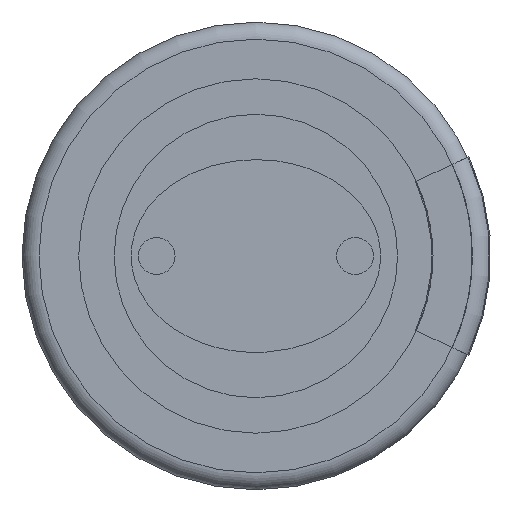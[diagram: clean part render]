
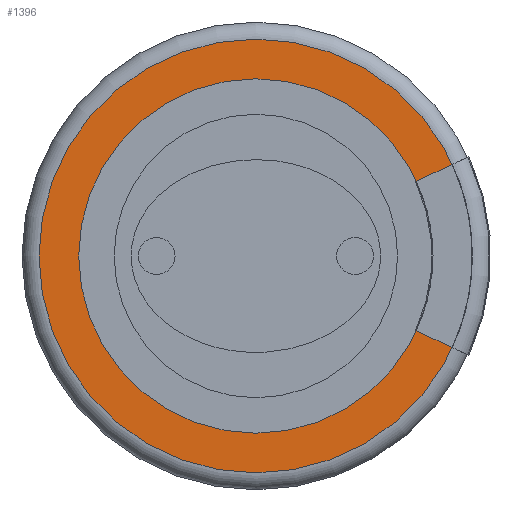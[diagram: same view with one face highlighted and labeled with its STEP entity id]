
A CAD part, front view. The second image highlights one B-rep face of the part: STEP entity #1396.
In plain terms, the highlighted planar face has unit normal (0, -1, 0).
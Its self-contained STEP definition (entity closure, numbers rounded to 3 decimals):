
#1369=CARTESIAN_POINT('',(3.125,0.4,0.));
#1370=DIRECTION('',(0.,1.,0.));
#1371=DIRECTION('',(1.,0.,0.));
#1372=AXIS2_PLACEMENT_3D('',#1369,#1370,#1371);
#1373=PLANE('',#1372);
#1374=CARTESIAN_POINT('',(-3.125,0.4,0.));
#1375=VERTEX_POINT('',#1374);
#1376=CARTESIAN_POINT('',(0.,0.4,0.));
#1377=DIRECTION('',(0.,1.,0.));
#1378=DIRECTION('',(-1.,0.,0.));
#1379=AXIS2_PLACEMENT_3D('',#1376,#1377,#1378);
#1380=CIRCLE('',#1379,3.125);
#1381=EDGE_CURVE('',#1375,#1375,#1380,.T.);
#1382=ORIENTED_EDGE('',*,*,#1381,.T.);
#1383=EDGE_LOOP('',(#1382));
#1384=FACE_BOUND('',#1383,.T.);
#1385=CARTESIAN_POINT('',(-3.825,0.4,0.));
#1386=VERTEX_POINT('',#1385);
#1387=CARTESIAN_POINT('',(0.,0.4,0.));
#1388=DIRECTION('',(0.,1.,0.));
#1389=DIRECTION('',(-1.,0.,0.));
#1390=AXIS2_PLACEMENT_3D('',#1387,#1388,#1389);
#1391=CIRCLE('',#1390,3.825);
#1392=EDGE_CURVE('',#1386,#1386,#1391,.T.);
#1393=ORIENTED_EDGE('',*,*,#1392,.F.);
#1394=EDGE_LOOP('',(#1393));
#1395=FACE_BOUND('',#1394,.T.);
#1396=ADVANCED_FACE('',(#1384,#1395),#1373,.F.);
